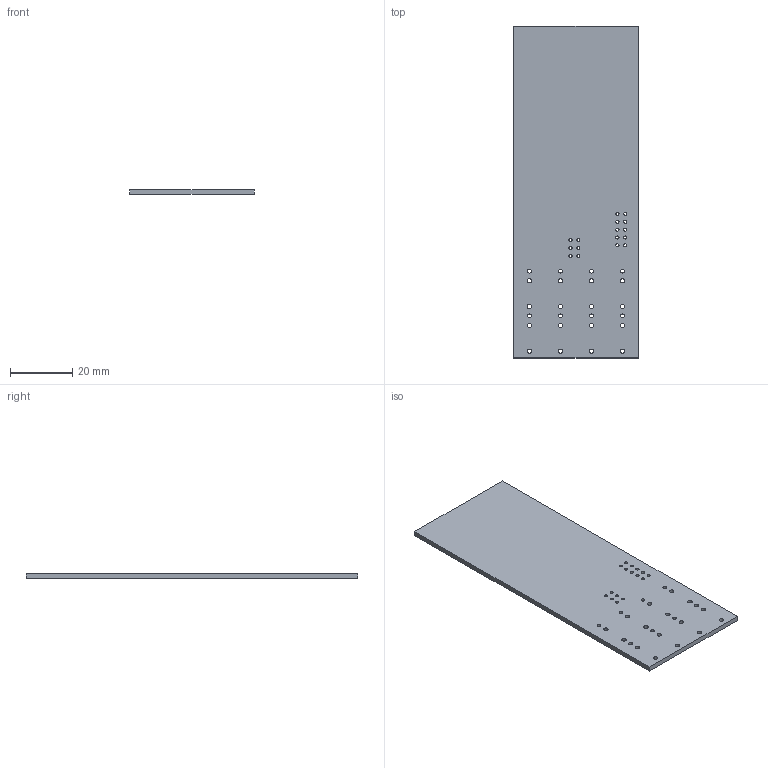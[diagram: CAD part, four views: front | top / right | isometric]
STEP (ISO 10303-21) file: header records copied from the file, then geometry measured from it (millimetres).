
FILE_DESCRIPTION(('KiCad electronic assembly'),'2;1');
FILE_NAME('touch_toggle_latest_ADG.step','2023-04-23T16:39:34',('Pcbnew' ),('Kicad'),'Open CASCADE STEP processor 7.6', 'KiCad to STEP converter','Unknown');
FILE_SCHEMA(('AUTOMOTIVE_DESIGN { 1 0 10303 214 1 1 1 1 }'));
Length unit declared in the file: millimetre
Products named in the file (2): touch_toggle_latest_ADG 1; touch_toggle_latest_ADG PCB
Assembly tree (1 placements, depth 2):
  touch_toggle_latest_ADG 1
    touch_toggle_latest_ADG PCB
Bounding box: 40 x 107 x 1.6 mm (x, y, z)
Volume: 6772.1 mm3; surface area: 9179.6 mm2
Topology: 1 solids, 1 shells, 46 faces, 132 edges, 88 vertices
Faces by surface type: cylinder 40, plane 6
Full cylindrical faces by diameter (mm): 1 x16, 1.22 x8, 1.42 x8, 1.43 x8
Entity records: 3479 total; most frequent: DIRECTION 572, CARTESIAN_POINT 532, ORIENTED_EDGE 264, PCURVE 264, DEFINITIONAL_REPRESENTATION 264, LINE 236, VECTOR 236, CIRCLE 160
